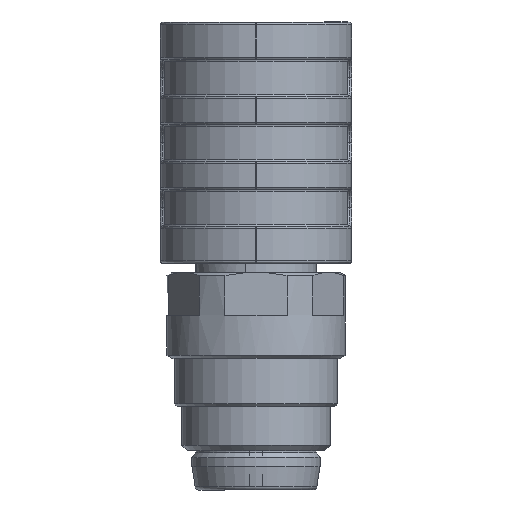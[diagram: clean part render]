
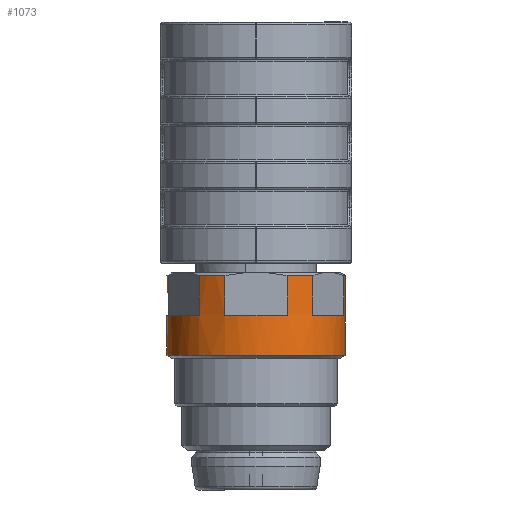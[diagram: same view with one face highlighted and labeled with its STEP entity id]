
A CAD part, left-side view. The second image highlights one B-rep face of the part: STEP entity #1073.
In plain terms, the highlighted cylindrical face has radius 4.8 mm (diameter 9.6 mm), a full revolution.
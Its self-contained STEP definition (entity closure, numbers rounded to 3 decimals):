
#421=FACE_BOUND('',#2393,.T.);
#422=FACE_BOUND('',#2394,.T.);
#1073=ADVANCED_FACE('',(#421,#422),#1396,.T.);
#1396=CYLINDRICAL_SURFACE('',#9857,4.8);
#2393=EDGE_LOOP('',(#5642));
#2394=EDGE_LOOP('',(#5643,#5644,#5645,#5646,#5647,#5648,#5649,#5650,#5651,
#5652,#5653,#5654,#5655,#5656,#5657,#5658,#5659,#5660,#5661,#5662,#5663,
#5664,#5665,#5666));
#2995=LINE('',#15773,#3473);
#2996=LINE('',#15777,#3474);
#2997=LINE('',#15778,#3475);
#2998=LINE('',#15782,#3476);
#2999=LINE('',#15783,#3477);
#3000=LINE('',#15787,#3478);
#3001=LINE('',#15788,#3479);
#3002=LINE('',#15792,#3480);
#3003=LINE('',#15793,#3481);
#3004=LINE('',#15797,#3482);
#3005=LINE('',#15798,#3483);
#3006=LINE('',#15802,#3484);
#3473=VECTOR('',#12526,1.);
#3474=VECTOR('',#12529,1.);
#3475=VECTOR('',#12530,1.);
#3476=VECTOR('',#12533,1.);
#3477=VECTOR('',#12534,1.);
#3478=VECTOR('',#12537,1.);
#3479=VECTOR('',#12538,1.);
#3480=VECTOR('',#12541,1.);
#3481=VECTOR('',#12542,1.);
#3482=VECTOR('',#12545,1.);
#3483=VECTOR('',#12546,1.);
#3484=VECTOR('',#12549,1.);
#5642=ORIENTED_EDGE('',*,*,#7910,.T.);
#5643=ORIENTED_EDGE('',*,*,#7923,.F.);
#5644=ORIENTED_EDGE('',*,*,#7924,.T.);
#5645=ORIENTED_EDGE('',*,*,#7925,.F.);
#5646=ORIENTED_EDGE('',*,*,#7922,.T.);
#5647=ORIENTED_EDGE('',*,*,#7926,.F.);
#5648=ORIENTED_EDGE('',*,*,#7927,.T.);
#5649=ORIENTED_EDGE('',*,*,#7928,.F.);
#5650=ORIENTED_EDGE('',*,*,#7912,.T.);
#5651=ORIENTED_EDGE('',*,*,#7929,.F.);
#5652=ORIENTED_EDGE('',*,*,#7930,.T.);
#5653=ORIENTED_EDGE('',*,*,#7931,.F.);
#5654=ORIENTED_EDGE('',*,*,#7914,.T.);
#5655=ORIENTED_EDGE('',*,*,#7932,.F.);
#5656=ORIENTED_EDGE('',*,*,#7933,.T.);
#5657=ORIENTED_EDGE('',*,*,#7934,.F.);
#5658=ORIENTED_EDGE('',*,*,#7916,.T.);
#5659=ORIENTED_EDGE('',*,*,#7935,.F.);
#5660=ORIENTED_EDGE('',*,*,#7936,.T.);
#5661=ORIENTED_EDGE('',*,*,#7937,.F.);
#5662=ORIENTED_EDGE('',*,*,#7918,.T.);
#5663=ORIENTED_EDGE('',*,*,#7938,.F.);
#5664=ORIENTED_EDGE('',*,*,#7939,.T.);
#5665=ORIENTED_EDGE('',*,*,#7940,.F.);
#5666=ORIENTED_EDGE('',*,*,#7920,.T.);
#6696=VERTEX_POINT('',#15741);
#6697=VERTEX_POINT('',#15744);
#6698=VERTEX_POINT('',#15745);
#6699=VERTEX_POINT('',#15749);
#6700=VERTEX_POINT('',#15750);
#6701=VERTEX_POINT('',#15754);
#6702=VERTEX_POINT('',#15755);
#6703=VERTEX_POINT('',#15759);
#6704=VERTEX_POINT('',#15760);
#6705=VERTEX_POINT('',#15764);
#6706=VERTEX_POINT('',#15765);
#6707=VERTEX_POINT('',#15769);
#6708=VERTEX_POINT('',#15770);
#6709=VERTEX_POINT('',#15774);
#6710=VERTEX_POINT('',#15776);
#6711=VERTEX_POINT('',#15779);
#6712=VERTEX_POINT('',#15781);
#6713=VERTEX_POINT('',#15784);
#6714=VERTEX_POINT('',#15786);
#6715=VERTEX_POINT('',#15789);
#6716=VERTEX_POINT('',#15791);
#6717=VERTEX_POINT('',#15794);
#6718=VERTEX_POINT('',#15796);
#6719=VERTEX_POINT('',#15799);
#6720=VERTEX_POINT('',#15801);
#7910=EDGE_CURVE('',#6696,#6696,#8717,.T.);
#7912=EDGE_CURVE('',#6697,#6698,#8718,.T.);
#7914=EDGE_CURVE('',#6699,#6700,#8719,.T.);
#7916=EDGE_CURVE('',#6701,#6702,#8720,.T.);
#7918=EDGE_CURVE('',#6703,#6704,#8721,.T.);
#7920=EDGE_CURVE('',#6705,#6706,#8722,.T.);
#7922=EDGE_CURVE('',#6707,#6708,#8723,.T.);
#7923=EDGE_CURVE('',#6709,#6706,#2995,.T.);
#7924=EDGE_CURVE('',#6709,#6710,#8724,.T.);
#7925=EDGE_CURVE('',#6707,#6710,#2996,.T.);
#7926=EDGE_CURVE('',#6711,#6708,#2997,.T.);
#7927=EDGE_CURVE('',#6711,#6712,#8725,.T.);
#7928=EDGE_CURVE('',#6697,#6712,#2998,.T.);
#7929=EDGE_CURVE('',#6713,#6698,#2999,.T.);
#7930=EDGE_CURVE('',#6713,#6714,#8726,.T.);
#7931=EDGE_CURVE('',#6699,#6714,#3000,.T.);
#7932=EDGE_CURVE('',#6715,#6700,#3001,.T.);
#7933=EDGE_CURVE('',#6715,#6716,#8727,.T.);
#7934=EDGE_CURVE('',#6701,#6716,#3002,.T.);
#7935=EDGE_CURVE('',#6717,#6702,#3003,.T.);
#7936=EDGE_CURVE('',#6717,#6718,#8728,.T.);
#7937=EDGE_CURVE('',#6703,#6718,#3004,.T.);
#7938=EDGE_CURVE('',#6719,#6704,#3005,.T.);
#7939=EDGE_CURVE('',#6719,#6720,#8729,.T.);
#7940=EDGE_CURVE('',#6705,#6720,#3006,.T.);
#8717=CIRCLE('',#9837,4.8);
#8718=CIRCLE('',#9839,4.8);
#8719=CIRCLE('',#9841,4.8);
#8720=CIRCLE('',#9843,4.8);
#8721=CIRCLE('',#9845,4.8);
#8722=CIRCLE('',#9847,4.8);
#8723=CIRCLE('',#9849,4.8);
#8724=CIRCLE('',#9851,4.8);
#8725=CIRCLE('',#9852,4.8);
#8726=CIRCLE('',#9853,4.8);
#8727=CIRCLE('',#9854,4.8);
#8728=CIRCLE('',#9855,4.8);
#8729=CIRCLE('',#9856,4.8);
#9837=AXIS2_PLACEMENT_3D('',#15740,#12492,#12493);
#9839=AXIS2_PLACEMENT_3D('',#15746,#12497,#12498);
#9841=AXIS2_PLACEMENT_3D('',#15751,#12502,#12503);
#9843=AXIS2_PLACEMENT_3D('',#15756,#12507,#12508);
#9845=AXIS2_PLACEMENT_3D('',#15761,#12512,#12513);
#9847=AXIS2_PLACEMENT_3D('',#15766,#12517,#12518);
#9849=AXIS2_PLACEMENT_3D('',#15771,#12522,#12523);
#9851=AXIS2_PLACEMENT_3D('',#15775,#12527,#12528);
#9852=AXIS2_PLACEMENT_3D('',#15780,#12531,#12532);
#9853=AXIS2_PLACEMENT_3D('',#15785,#12535,#12536);
#9854=AXIS2_PLACEMENT_3D('',#15790,#12539,#12540);
#9855=AXIS2_PLACEMENT_3D('',#15795,#12543,#12544);
#9856=AXIS2_PLACEMENT_3D('',#15800,#12547,#12548);
#9857=AXIS2_PLACEMENT_3D('',#15803,#12550,#12551);
#12492=DIRECTION('',(0.,0.,1.));
#12493=DIRECTION('',(0.,-1.,0.));
#12497=DIRECTION('',(0.,0.,-1.));
#12498=DIRECTION('',(0.,-1.,0.));
#12502=DIRECTION('',(0.,0.,-1.));
#12503=DIRECTION('',(0.,-1.,0.));
#12507=DIRECTION('',(0.,0.,-1.));
#12508=DIRECTION('',(0.,-1.,0.));
#12512=DIRECTION('',(0.,0.,-1.));
#12513=DIRECTION('',(0.,-1.,0.));
#12517=DIRECTION('',(0.,0.,-1.));
#12518=DIRECTION('',(0.,-1.,0.));
#12522=DIRECTION('',(0.,0.,-1.));
#12523=DIRECTION('',(0.,-1.,0.));
#12526=DIRECTION('',(0.,0.,-1.));
#12527=DIRECTION('',(0.,0.,-1.));
#12528=DIRECTION('',(0.,-1.,0.));
#12529=DIRECTION('',(0.,0.,1.));
#12530=DIRECTION('',(0.,0.,-1.));
#12531=DIRECTION('',(0.,0.,-1.));
#12532=DIRECTION('',(0.,-1.,0.));
#12533=DIRECTION('',(0.,0.,1.));
#12534=DIRECTION('',(0.,0.,-1.));
#12535=DIRECTION('',(0.,0.,-1.));
#12536=DIRECTION('',(0.,-1.,0.));
#12537=DIRECTION('',(0.,0.,1.));
#12538=DIRECTION('',(0.,0.,-1.));
#12539=DIRECTION('',(0.,0.,-1.));
#12540=DIRECTION('',(0.,-1.,0.));
#12541=DIRECTION('',(0.,0.,1.));
#12542=DIRECTION('',(0.,0.,-1.));
#12543=DIRECTION('',(0.,0.,-1.));
#12544=DIRECTION('',(0.,-1.,0.));
#12545=DIRECTION('',(0.,0.,1.));
#12546=DIRECTION('',(0.,0.,-1.));
#12547=DIRECTION('',(0.,0.,-1.));
#12548=DIRECTION('',(0.,-1.,0.));
#12549=DIRECTION('',(0.,0.,1.));
#12550=DIRECTION('',(0.,0.,-1.));
#12551=DIRECTION('',(0.,-1.,0.));
#15740=CARTESIAN_POINT('',(55.149,56.774,9.79));
#15741=CARTESIAN_POINT('',(55.149,51.974,9.79));
#15744=CARTESIAN_POINT('',(51.452,59.836,11.94));
#15745=CARTESIAN_POINT('',(54.345,61.506,11.94));
#15746=CARTESIAN_POINT('',(55.149,56.774,11.94));
#15749=CARTESIAN_POINT('',(55.952,61.506,11.94));
#15750=CARTESIAN_POINT('',(58.845,59.836,11.94));
#15751=CARTESIAN_POINT('',(55.149,56.774,11.94));
#15754=CARTESIAN_POINT('',(59.649,58.444,11.94));
#15755=CARTESIAN_POINT('',(59.649,55.104,11.94));
#15756=CARTESIAN_POINT('',(55.149,56.774,11.94));
#15759=CARTESIAN_POINT('',(58.845,53.712,11.94));
#15760=CARTESIAN_POINT('',(55.952,52.042,11.94));
#15761=CARTESIAN_POINT('',(55.149,56.774,11.94));
#15764=CARTESIAN_POINT('',(54.345,52.042,11.94));
#15765=CARTESIAN_POINT('',(51.452,53.712,11.94));
#15766=CARTESIAN_POINT('',(55.149,56.774,11.94));
#15769=CARTESIAN_POINT('',(50.649,55.104,11.94));
#15770=CARTESIAN_POINT('',(50.649,58.444,11.94));
#15771=CARTESIAN_POINT('',(55.149,56.774,11.94));
#15773=CARTESIAN_POINT('',(51.452,53.712,-17.76));
#15774=CARTESIAN_POINT('',(51.452,53.712,14.09));
#15775=CARTESIAN_POINT('',(55.149,56.774,14.09));
#15776=CARTESIAN_POINT('',(50.649,55.104,14.09));
#15777=CARTESIAN_POINT('',(50.649,55.104,-17.76));
#15778=CARTESIAN_POINT('',(50.649,58.444,-17.76));
#15779=CARTESIAN_POINT('',(50.649,58.444,14.09));
#15780=CARTESIAN_POINT('',(55.149,56.774,14.09));
#15781=CARTESIAN_POINT('',(51.452,59.836,14.09));
#15782=CARTESIAN_POINT('',(51.452,59.836,-17.76));
#15783=CARTESIAN_POINT('',(54.345,61.506,-17.76));
#15784=CARTESIAN_POINT('',(54.345,61.506,14.09));
#15785=CARTESIAN_POINT('',(55.149,56.774,14.09));
#15786=CARTESIAN_POINT('',(55.952,61.506,14.09));
#15787=CARTESIAN_POINT('',(55.952,61.506,-17.76));
#15788=CARTESIAN_POINT('',(58.845,59.836,-17.76));
#15789=CARTESIAN_POINT('',(58.845,59.836,14.09));
#15790=CARTESIAN_POINT('',(55.149,56.774,14.09));
#15791=CARTESIAN_POINT('',(59.649,58.444,14.09));
#15792=CARTESIAN_POINT('',(59.649,58.444,-17.76));
#15793=CARTESIAN_POINT('',(59.649,55.104,-17.76));
#15794=CARTESIAN_POINT('',(59.649,55.104,14.09));
#15795=CARTESIAN_POINT('',(55.149,56.774,14.09));
#15796=CARTESIAN_POINT('',(58.845,53.712,14.09));
#15797=CARTESIAN_POINT('',(58.845,53.712,-17.76));
#15798=CARTESIAN_POINT('',(55.952,52.042,-17.76));
#15799=CARTESIAN_POINT('',(55.952,52.042,14.09));
#15800=CARTESIAN_POINT('',(55.149,56.774,14.09));
#15801=CARTESIAN_POINT('',(54.345,52.042,14.09));
#15802=CARTESIAN_POINT('',(54.345,52.042,-17.76));
#15803=CARTESIAN_POINT('',(55.149,56.774,-17.76));
